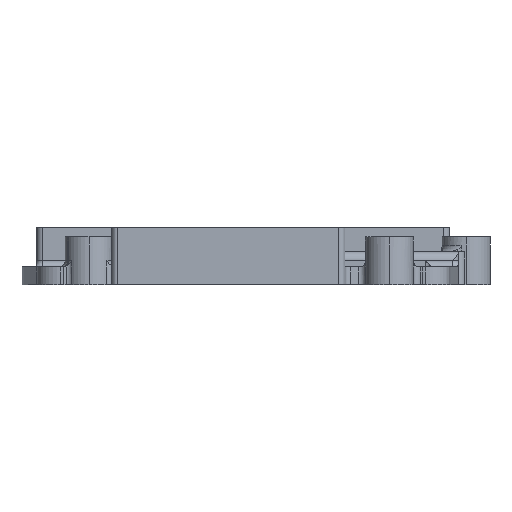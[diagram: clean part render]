
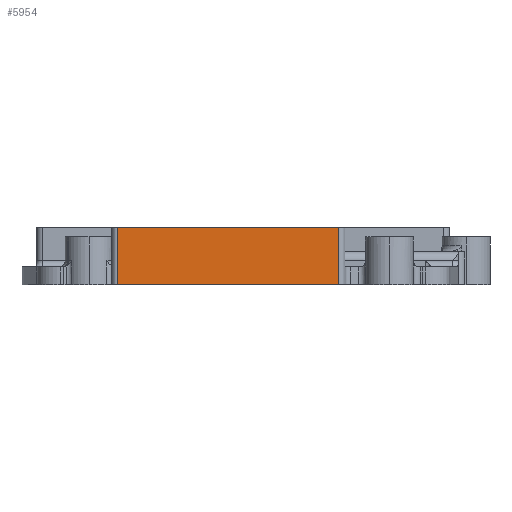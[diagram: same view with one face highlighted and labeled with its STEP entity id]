
A CAD part, left-side view. The second image highlights one B-rep face of the part: STEP entity #5954.
In plain terms, the highlighted planar face has unit normal (-1, 0, 0).
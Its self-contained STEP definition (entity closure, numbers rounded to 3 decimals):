
#273 = VECTOR ( 'NONE', #1927, 1000. ) ;
#727 = DIRECTION ( 'NONE',  ( 0., 0., 1. ) ) ;
#985 = CARTESIAN_POINT ( 'NONE',  ( -287.3, 0., 9.6 ) ) ;
#1456 = DIRECTION ( 'NONE',  ( 0., 0., -1. ) ) ;
#1927 = DIRECTION ( 'NONE',  ( 0., -1., 0. ) ) ;
#2281 = CARTESIAN_POINT ( 'NONE',  ( -287.3, -16., 9.6 ) ) ;
#2398 = EDGE_CURVE ( 'NONE', #4537, #4739, #12125, .T. ) ;
#3123 = EDGE_CURVE ( 'NONE', #4537, #4353, #6709, .T. ) ;
#3645 = ORIENTED_EDGE ( 'NONE', *, *, #2398, .T. ) ;
#3688 = CARTESIAN_POINT ( 'NONE',  ( -287.3, -16., 3. ) ) ;
#3962 = ORIENTED_EDGE ( 'NONE', *, *, #10205, .F. ) ;
#4353 = VERTEX_POINT ( 'NONE', #2281 ) ;
#4537 = VERTEX_POINT ( 'NONE', #5494 ) ;
#4707 = LINE ( 'NONE', #4771, #7416 ) ;
#4739 = VERTEX_POINT ( 'NONE', #10265 ) ;
#4771 = CARTESIAN_POINT ( 'NONE',  ( -287.3, 0., 0. ) ) ;
#4774 = FACE_OUTER_BOUND ( 'NONE', #7029, .T. ) ;
#5494 = CARTESIAN_POINT ( 'NONE',  ( -287.3, 21., 9.6 ) ) ;
#5796 = VECTOR ( 'NONE', #727, 1000. ) ;
#5954 = ADVANCED_FACE ( 'NONE', ( #4774 ), #8618, .T. ) ;
#6709 = LINE ( 'NONE', #985, #273 ) ;
#7029 = EDGE_LOOP ( 'NONE', ( #8569, #3645, #3962, #8949 ) ) ;
#7416 = VECTOR ( 'NONE', #10589, 1000. ) ;
#7507 = AXIS2_PLACEMENT_3D ( 'NONE', #12485, #7668, #9645 ) ;
#7514 = VERTEX_POINT ( 'NONE', #7516 ) ;
#7516 = CARTESIAN_POINT ( 'NONE',  ( -287.3, -16., 0. ) ) ;
#7668 = DIRECTION ( 'NONE',  ( -1., 0., 0. ) ) ;
#8569 = ORIENTED_EDGE ( 'NONE', *, *, #3123, .F. ) ;
#8612 = LINE ( 'NONE', #3688, #5796 ) ;
#8618 = PLANE ( 'NONE',  #7507 ) ;
#8949 = ORIENTED_EDGE ( 'NONE', *, *, #9068, .T. ) ;
#9068 = EDGE_CURVE ( 'NONE', #7514, #4353, #8612, .T. ) ;
#9617 = VECTOR ( 'NONE', #1456, 1000. ) ;
#9645 = DIRECTION ( 'NONE',  ( 0., 0., 1. ) ) ;
#10205 = EDGE_CURVE ( 'NONE', #7514, #4739, #4707, .T. ) ;
#10265 = CARTESIAN_POINT ( 'NONE',  ( -287.3, 21., 0. ) ) ;
#10589 = DIRECTION ( 'NONE',  ( 0., 1., 0. ) ) ;
#12006 = CARTESIAN_POINT ( 'NONE',  ( -287.3, 21., 3. ) ) ;
#12125 = LINE ( 'NONE', #12006, #9617 ) ;
#12485 = CARTESIAN_POINT ( 'NONE',  ( -287.3, 0., 3. ) ) ;
